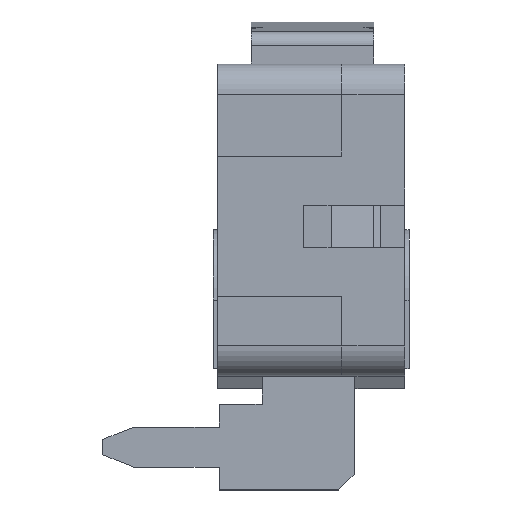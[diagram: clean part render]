
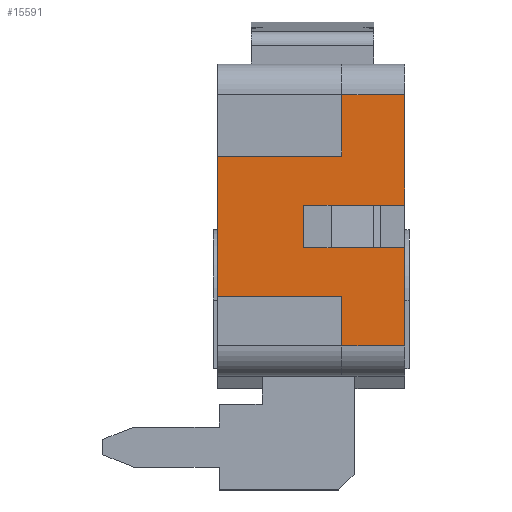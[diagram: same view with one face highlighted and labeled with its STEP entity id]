
A CAD part, left-side view. The second image highlights one B-rep face of the part: STEP entity #15591.
In plain terms, the highlighted planar face has unit normal (-1, 0, 0).
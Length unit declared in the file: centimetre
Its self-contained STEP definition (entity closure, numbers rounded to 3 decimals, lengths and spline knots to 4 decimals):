
#1473=FACE_OUTER_BOUND('',#2342,.T.);
#2342=EDGE_LOOP('',(#12891,#12892,#12893,#12894,#12895,#12896,#12897,#12898,
#12899,#12900,#12901,#12902,#12903,#12904));
#2977=LINE('',#20336,#4700);
#3759=LINE('',#24732,#5482);
#3776=LINE('',#24772,#5499);
#3815=LINE('',#24862,#5538);
#3820=LINE('',#24872,#5543);
#3821=LINE('',#24874,#5544);
#3822=LINE('',#24875,#5545);
#3823=LINE('',#24877,#5546);
#3824=LINE('',#24879,#5547);
#3825=LINE('',#24881,#5548);
#3826=LINE('',#24883,#5549);
#3827=LINE('',#24885,#5550);
#3828=LINE('',#24887,#5551);
#3829=LINE('',#24888,#5552);
#4700=VECTOR('',#17126,1.);
#5482=VECTOR('',#18514,1.);
#5499=VECTOR('',#18539,1.);
#5538=VECTOR('',#18634,1.);
#5543=VECTOR('',#18643,1.);
#5544=VECTOR('',#18644,1.);
#5545=VECTOR('',#18645,1.);
#5546=VECTOR('',#18646,1.);
#5547=VECTOR('',#18647,1.);
#5548=VECTOR('',#18648,1.);
#5549=VECTOR('',#18649,1.);
#5550=VECTOR('',#18650,1.);
#5551=VECTOR('',#18651,1.);
#5552=VECTOR('',#18652,1.);
#6342=VERTEX_POINT('',#20326);
#6346=VERTEX_POINT('',#20334);
#7112=VERTEX_POINT('',#24729);
#7113=VERTEX_POINT('',#24731);
#7132=VERTEX_POINT('',#24770);
#7154=VERTEX_POINT('',#24859);
#7158=VERTEX_POINT('',#24871);
#7159=VERTEX_POINT('',#24873);
#7160=VERTEX_POINT('',#24876);
#7161=VERTEX_POINT('',#24878);
#7162=VERTEX_POINT('',#24880);
#7163=VERTEX_POINT('',#24882);
#7164=VERTEX_POINT('',#24884);
#7165=VERTEX_POINT('',#24886);
#7956=EDGE_CURVE('',#6342,#6346,#2977,.T.);
#9106=EDGE_CURVE('',#7113,#7112,#3759,.T.);
#9127=EDGE_CURVE('',#6346,#7132,#3776,.T.);
#9170=EDGE_CURVE('',#7112,#7154,#3815,.T.);
#9175=EDGE_CURVE('',#7158,#7154,#3820,.T.);
#9176=EDGE_CURVE('',#7158,#7159,#3821,.T.);
#9177=EDGE_CURVE('',#6342,#7159,#3822,.T.);
#9178=EDGE_CURVE('',#7132,#7160,#3823,.T.);
#9179=EDGE_CURVE('',#7161,#7160,#3824,.T.);
#9180=EDGE_CURVE('',#7162,#7161,#3825,.T.);
#9181=EDGE_CURVE('',#7162,#7163,#3826,.T.);
#9182=EDGE_CURVE('',#7164,#7163,#3827,.T.);
#9183=EDGE_CURVE('',#7165,#7164,#3828,.T.);
#9184=EDGE_CURVE('',#7113,#7165,#3829,.T.);
#12891=ORIENTED_EDGE('',*,*,#9170,.T.);
#12892=ORIENTED_EDGE('',*,*,#9175,.F.);
#12893=ORIENTED_EDGE('',*,*,#9176,.T.);
#12894=ORIENTED_EDGE('',*,*,#9177,.F.);
#12895=ORIENTED_EDGE('',*,*,#7956,.T.);
#12896=ORIENTED_EDGE('',*,*,#9127,.T.);
#12897=ORIENTED_EDGE('',*,*,#9178,.T.);
#12898=ORIENTED_EDGE('',*,*,#9179,.F.);
#12899=ORIENTED_EDGE('',*,*,#9180,.F.);
#12900=ORIENTED_EDGE('',*,*,#9181,.T.);
#12901=ORIENTED_EDGE('',*,*,#9182,.F.);
#12902=ORIENTED_EDGE('',*,*,#9183,.F.);
#12903=ORIENTED_EDGE('',*,*,#9184,.F.);
#12904=ORIENTED_EDGE('',*,*,#9106,.T.);
#14858=PLANE('',#16354);
#15591=ADVANCED_FACE('',(#1473),#14858,.T.);
#16354=AXIS2_PLACEMENT_3D('',#24870,#18641,#18642);
#17126=DIRECTION('',(0.,-1.,0.));
#18514=DIRECTION('',(0.,0.,1.));
#18539=DIRECTION('',(0.,0.,1.));
#18634=DIRECTION('',(0.,1.,0.));
#18641=DIRECTION('center_axis',(-1.,0.,0.));
#18642=DIRECTION('ref_axis',(0.,0.,
1.));
#18643=DIRECTION('',(0.,-1.,0.));
#18644=DIRECTION('',(0.,0.,1.));
#18645=DIRECTION('',(0.,1.,0.));
#18646=DIRECTION('',(0.,1.,0.));
#18647=DIRECTION('',(0.,0.,1.));
#18648=DIRECTION('',(0.,-1.,0.));
#18649=DIRECTION('',(0.,0.,-1.));
#18650=DIRECTION('',(0.,1.,0.));
#18651=DIRECTION('',(0.,0.,1.));
#18652=DIRECTION('',(0.,1.,0.));
#20326=CARTESIAN_POINT('',(-0.51,-0.37,0.31));
#20334=CARTESIAN_POINT('',(-0.51,-0.61,0.31));
#20336=CARTESIAN_POINT('',(-0.51,-0.61,0.31));
#24729=CARTESIAN_POINT('',(-0.51,-0.61,0.17));
#24731=CARTESIAN_POINT('',(-0.51,-0.61,-0.15));
#24732=CARTESIAN_POINT('',(-0.51,-0.61,-0.25));
#24770=CARTESIAN_POINT('',(-0.51,-0.61,0.67));
#24772=CARTESIAN_POINT('',(-0.51,-0.61,-0.25));
#24859=CARTESIAN_POINT('',(-0.51,-0.37,0.17));
#24862=CARTESIAN_POINT('',(-0.51,-0.445,0.17));
#24870=CARTESIAN_POINT('Origin',(-0.51,-0.61,
0.77));
#24871=CARTESIAN_POINT('',(-0.51,-0.28,0.17));
#24872=CARTESIAN_POINT('',(-0.51,-0.28,0.17));
#24873=CARTESIAN_POINT('',(-0.51,-0.28,0.31));
#24874=CARTESIAN_POINT('',(-0.51,-0.28,0.24));
#24875=CARTESIAN_POINT('',(-0.51,-0.28,0.31));
#24876=CARTESIAN_POINT('',(-0.51,-0.405,0.67));
#24877=CARTESIAN_POINT('',(-0.51,-0.51,0.67));
#24878=CARTESIAN_POINT('',(-0.51,-0.405,0.47));
#24879=CARTESIAN_POINT('',(-0.51,-0.405,0.77));
#24880=CARTESIAN_POINT('',(-0.51,0.,0.47));
#24881=CARTESIAN_POINT('',(-0.51,-0.2025,0.47));
#24882=CARTESIAN_POINT('',(-0.51,0.,0.01));
#24883=CARTESIAN_POINT('',(-0.51,0.,0.01));
#24884=CARTESIAN_POINT('',(-0.51,-0.405,0.01));
#24885=CARTESIAN_POINT('',(-0.51,0.,0.01));
#24886=CARTESIAN_POINT('',(-0.51,-0.405,-0.15));
#24887=CARTESIAN_POINT('',(-0.51,-0.405,0.77));
#24888=CARTESIAN_POINT('',(-0.51,-0.51,-0.15));
